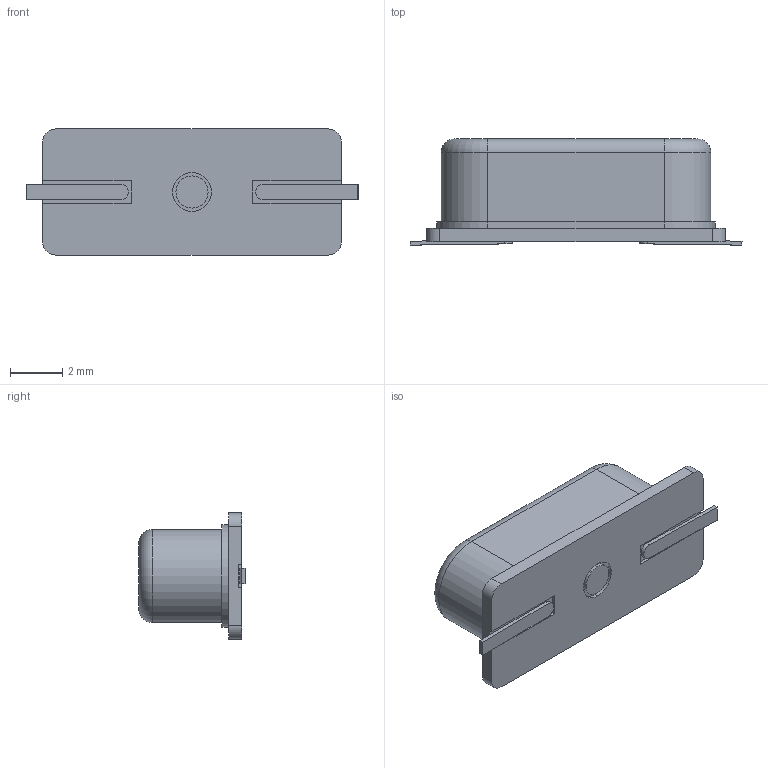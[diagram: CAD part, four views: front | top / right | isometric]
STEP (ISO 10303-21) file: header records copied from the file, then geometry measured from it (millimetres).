
FILE_DESCRIPTION (( 'STEP AP214' ), '1' );
FILE_NAME ('ABLS-4.000MHZ-B2-T.STEP', '2018-10-19T12:00:58', ( '' ), ( '' ), 'SwSTEP 2.0', 'SolidWorks 2017', '' );
FILE_SCHEMA (( 'AUTOMOTIVE_DESIGN' ));
Length unit declared in the file: inch
Products named in the file (1): ABLS-4.000MHZ-B2-T
Bounding box: 12.7 x 4.06 x 4.83 mm (x, y, z)
Volume: 144.1 mm3; surface area: 297.1 mm2
Topology: 4 solids, 4 shells, 53 faces, 122 edges, 80 vertices
Faces by surface type: plane 33, cylinder 18, torus 2
Entity records: 1575 total; most frequent: DIRECTION 268, CARTESIAN_POINT 256, ORIENTED_EDGE 244, EDGE_CURVE 122, AXIS2_PLACEMENT_3D 92, LINE 84, VECTOR 84, VERTEX_POINT 80
